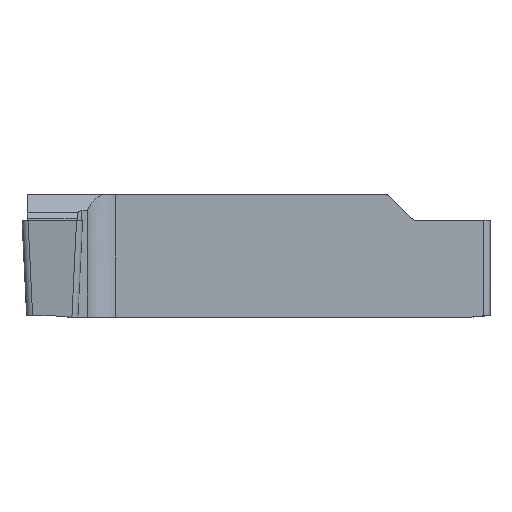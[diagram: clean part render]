
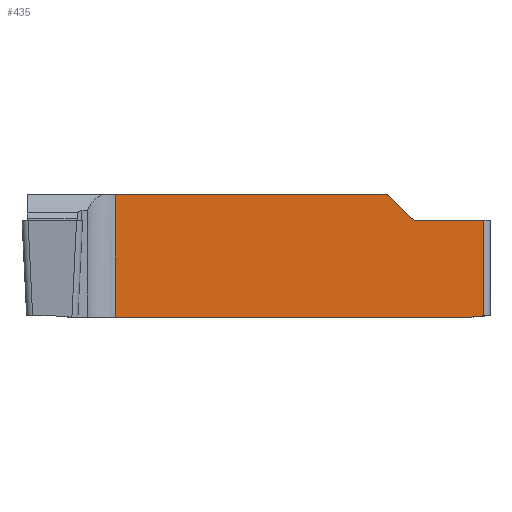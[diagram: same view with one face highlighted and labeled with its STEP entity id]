
A CAD part, left-side view. The second image highlights one B-rep face of the part: STEP entity #435.
In plain terms, the highlighted planar face has unit normal (-1, 0, 0).
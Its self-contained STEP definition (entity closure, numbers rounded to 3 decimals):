
#123=B_SPLINE_CURVE_WITH_KNOTS('',3,(#4899,#4900,#4901,#4902),
 .UNSPECIFIED.,.F.,.F.,(4,4),(0.,1.),.UNSPECIFIED.);
#317=CIRCLE('',#3420,0.5);
#318=CIRCLE('',#3421,0.3);
#435=ADVANCED_FACE('',(#681),#610,.F.);
#610=PLANE('',#3422);
#681=FACE_OUTER_BOUND('',#881,.T.);
#881=EDGE_LOOP('',(#1305,#1306,#1307,#1308,#1309,#1310,#1311,#1312,#1313));
#1305=ORIENTED_EDGE('',*,*,#2521,.F.);
#1306=ORIENTED_EDGE('',*,*,#2522,.T.);
#1307=ORIENTED_EDGE('',*,*,#2493,.F.);
#1308=ORIENTED_EDGE('',*,*,#2523,.T.);
#1309=ORIENTED_EDGE('',*,*,#2524,.T.);
#1310=ORIENTED_EDGE('',*,*,#2525,.T.);
#1311=ORIENTED_EDGE('',*,*,#2526,.F.);
#1312=ORIENTED_EDGE('',*,*,#2424,.F.);
#1313=ORIENTED_EDGE('',*,*,#2489,.T.);
#2122=VERTEX_POINT('',#4583);
#2123=VERTEX_POINT('',#4585);
#2164=VERTEX_POINT('',#4808);
#2168=VERTEX_POINT('',#4817);
#2169=VERTEX_POINT('',#4819);
#2192=VERTEX_POINT('',#4898);
#2193=VERTEX_POINT('',#4904);
#2194=VERTEX_POINT('',#4906);
#2195=VERTEX_POINT('',#4908);
#2424=EDGE_CURVE('',#2122,#2123,#2881,.T.);
#2489=EDGE_CURVE('',#2122,#2164,#2914,.T.);
#2493=EDGE_CURVE('',#2168,#2169,#2916,.T.);
#2521=EDGE_CURVE('',#2192,#2164,#2928,.T.);
#2522=EDGE_CURVE('',#2192,#2169,#123,.T.);
#2523=EDGE_CURVE('',#2168,#2193,#2929,.T.);
#2524=EDGE_CURVE('',#2193,#2194,#317,.T.);
#2525=EDGE_CURVE('',#2194,#2195,#2930,.T.);
#2526=EDGE_CURVE('',#2123,#2195,#318,.T.);
#2881=LINE('',#4584,#3088);
#2914=LINE('',#4809,#3121);
#2916=LINE('',#4818,#3123);
#2928=LINE('',#4897,#3135);
#2929=LINE('',#4903,#3136);
#2930=LINE('',#4907,#3137);
#3088=VECTOR('',#3731,1.);
#3121=VECTOR('',#3852,1.);
#3123=VECTOR('',#3860,1.);
#3135=VECTOR('',#3904,1.);
#3136=VECTOR('',#3905,1.);
#3137=VECTOR('',#3908,1.);
#3420=AXIS2_PLACEMENT_3D('',#4905,#3906,#3907);
#3421=AXIS2_PLACEMENT_3D('',#4909,#3909,#3910);
#3422=AXIS2_PLACEMENT_3D('',#4910,#3911,#3912);
#3731=DIRECTION('',(0.,-1.,0.));
#3852=DIRECTION('',(0.,0.,-1.));
#3860=DIRECTION('',(0.,0.,-1.));
#3904=DIRECTION('',(0.,1.,0.));
#3905=DIRECTION('',(0.,1.,0.));
#3906=DIRECTION('',(1.,0.,0.));
#3907=DIRECTION('',(0.,0.,-1.));
#3908=DIRECTION('',(0.,0.707,0.707));
#3909=DIRECTION('',(1.,0.,0.));
#3910=DIRECTION('',(0.,0.,-1.));
#3911=DIRECTION('',(1.,0.,0.));
#3912=DIRECTION('',(0.,0.,-1.));
#4583=CARTESIAN_POINT('',(-3.3,10.25,1.689));
#4584=CARTESIAN_POINT('',(-3.3,14.925,1.689));
#4585=CARTESIAN_POINT('',(-3.3,-7.626,1.689));
#4808=CARTESIAN_POINT('',(-3.3,10.25,-6.389));
#4809=CARTESIAN_POINT('',(-3.3,10.25,10.));
#4817=CARTESIAN_POINT('',(-3.3,-14.1,0.));
#4818=CARTESIAN_POINT('',(-3.3,-14.1,10.));
#4819=CARTESIAN_POINT('',(-3.3,-14.1,-6.304));
#4897=CARTESIAN_POINT('',(-3.3,14.925,-6.389));
#4898=CARTESIAN_POINT('',(-3.3,-13.15,-6.389));
#4899=CARTESIAN_POINT('',(-3.3,-13.15,-6.389));
#4900=CARTESIAN_POINT('',(-3.3,-13.569,-6.389));
#4901=CARTESIAN_POINT('',(-3.3,-13.981,-6.289));
#4902=CARTESIAN_POINT('',(-3.3,-14.4,-6.289));
#4903=CARTESIAN_POINT('',(-3.3,14.925,0.));
#4904=CARTESIAN_POINT('',(-3.3,-9.647,0.));
#4905=CARTESIAN_POINT('',(-3.3,-9.647,0.5));
#4906=CARTESIAN_POINT('',(-3.3,-9.293,0.146));
#4907=CARTESIAN_POINT('',(-3.3,7.743,17.182));
#4908=CARTESIAN_POINT('',(-3.3,-7.838,1.602));
#4909=CARTESIAN_POINT('',(-3.3,-7.626,1.389));
#4910=CARTESIAN_POINT('',(-3.3,14.925,10.));
